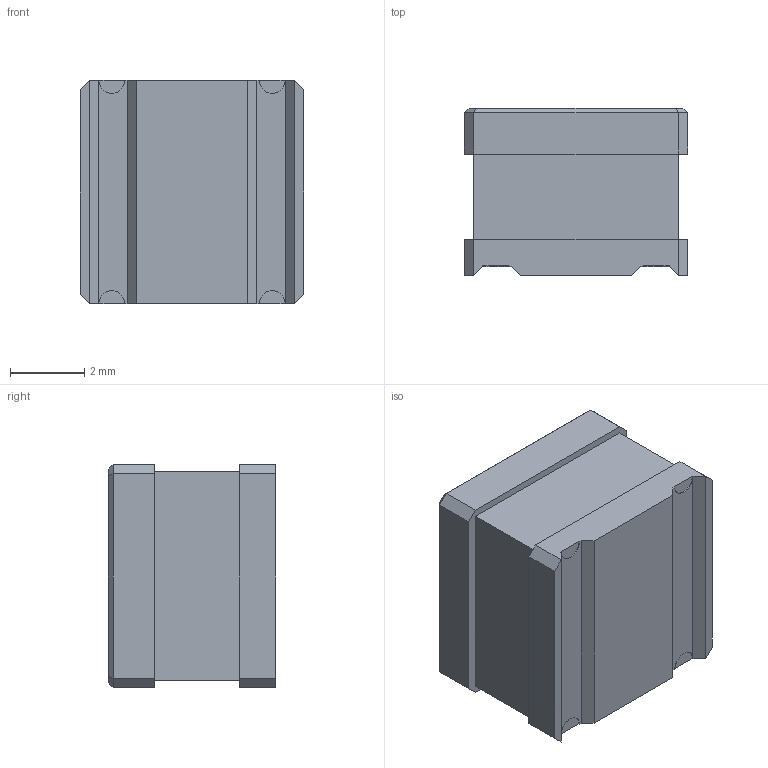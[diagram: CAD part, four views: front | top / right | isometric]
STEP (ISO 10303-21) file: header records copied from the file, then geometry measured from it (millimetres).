
FILE_DESCRIPTION (( 'STEP AP214' ), '1' );
FILE_NAME ('ASPI-0645.STEP', '2013-10-04T10:31:15', ( '' ), ( '' ), 'SwSTEP 2.0', 'SolidWorks 2012', '' );
FILE_SCHEMA (( 'AUTOMOTIVE_DESIGN' ));
Length unit declared in the file: inch
Products named in the file (1): ASPI-0645
Bounding box: 6 x 4.5 x 6 mm (x, y, z)
Volume: 146.6 mm3; surface area: 184.3 mm2
Topology: 1 solids, 1 shells, 162 faces, 416 edges, 272 vertices
Faces by surface type: plane 109, bspline 47, cylinder 6
Entity records: 9011 total; most frequent: CARTESIAN_POINT 3826, ORIENTED_EDGE 832, DIRECTION 566, EDGE_CURVE 416, LINE 310, VECTOR 310, VERTEX_POINT 272, EDGE_LOOP 178
